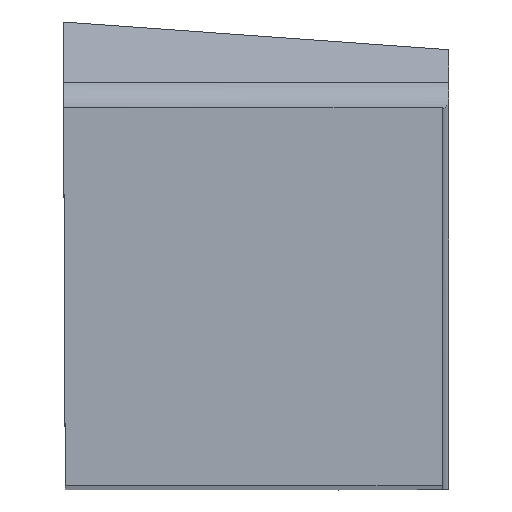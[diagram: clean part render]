
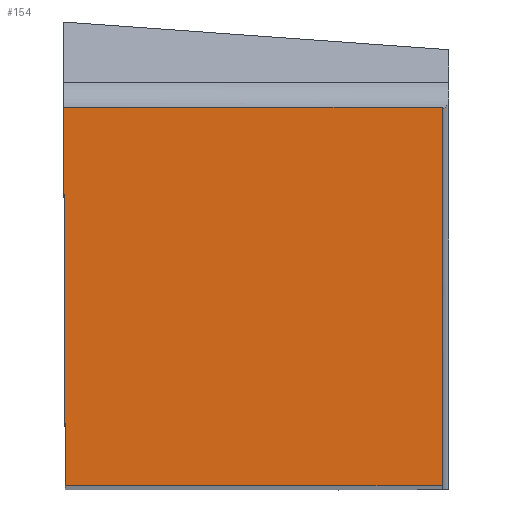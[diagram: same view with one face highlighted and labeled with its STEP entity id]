
A CAD part, top view. The second image highlights one B-rep face of the part: STEP entity #154.
In plain terms, the highlighted planar face has unit normal (0, 0, 1).
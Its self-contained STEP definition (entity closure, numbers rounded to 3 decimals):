
#124=FACE_OUTER_BOUND('',#332,.T.);
#154=ADVANCED_FACE('SHANK_FACE_BACK',(#124),#179,.F.);
#179=PLANE('',#755);
#211=LINE('',#1104,#267);
#232=LINE('',#1156,#288);
#234=LINE('',#1160,#290);
#235=LINE('',#1162,#291);
#267=VECTOR('',#857,1.);
#288=VECTOR('',#904,1.);
#290=VECTOR('',#908,1.);
#291=VECTOR('',#909,1.);
#332=EDGE_LOOP('',(#452,#453,#454,#455));
#452=ORIENTED_EDGE('',*,*,#617,.F.);
#453=ORIENTED_EDGE('',*,*,#590,.T.);
#454=ORIENTED_EDGE('',*,*,#619,.T.);
#455=ORIENTED_EDGE('',*,*,#620,.F.);
#528=VERTEX_POINT('',#1103);
#529=VERTEX_POINT('',#1105);
#547=VERTEX_POINT('',#1157);
#548=VERTEX_POINT('',#1161);
#590=EDGE_CURVE('',#529,#528,#211,.T.);
#617=EDGE_CURVE('',#529,#547,#232,.T.);
#619=EDGE_CURVE('',#528,#548,#234,.T.);
#620=EDGE_CURVE('',#547,#548,#235,.T.);
#755=AXIS2_PLACEMENT_3D('',#1163,#910,#911);
#857=DIRECTION('',(1.,0.,0.));
#904=DIRECTION('',(-0.004,1.,0.));
#908=DIRECTION('',(0.,1.,0.));
#909=DIRECTION('',(1.,0.,0.));
#910=DIRECTION('',(0.,0.,-1.));
#911=DIRECTION('',(-0.997,0.074,0.));
#1103=CARTESIAN_POINT('',(15.875,0.,0.));
#1104=CARTESIAN_POINT('',(-6.294,0.,0.));
#1105=CARTESIAN_POINT('',(0.069,0.,0.));
#1156=CARTESIAN_POINT('',(0.593,-120.144,0.));
#1157=CARTESIAN_POINT('',(0.,15.875,0.));
#1160=CARTESIAN_POINT('',(15.875,-6.294,0.));
#1161=CARTESIAN_POINT('',(15.875,15.875,0.));
#1162=CARTESIAN_POINT('',(-6.294,15.875,0.));
#1163=CARTESIAN_POINT('',(0.,0.,
0.));
